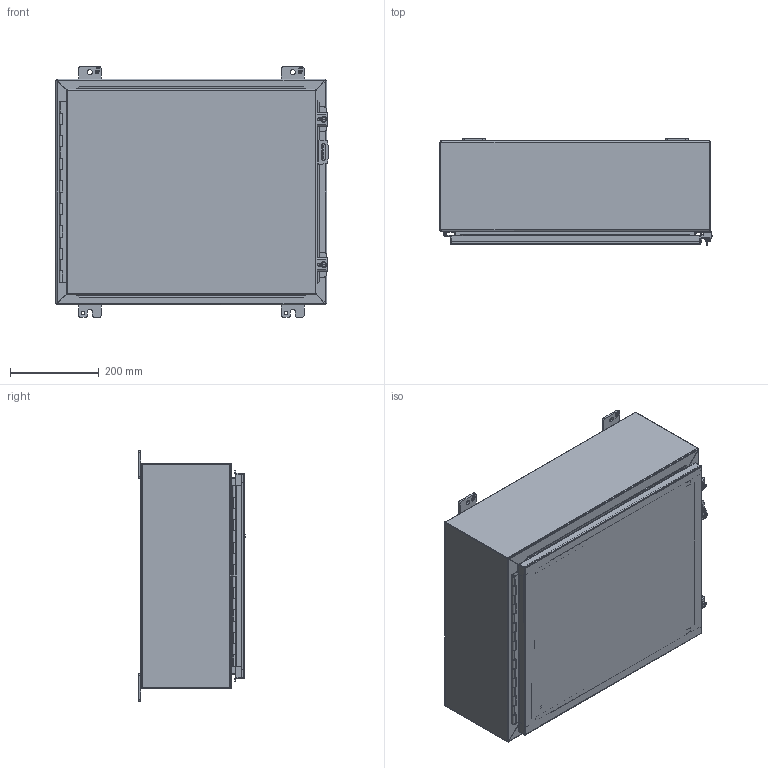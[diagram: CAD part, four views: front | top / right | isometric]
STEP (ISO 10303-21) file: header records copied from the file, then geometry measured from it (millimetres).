
FILE_DESCRIPTION (( 'STEP AP214' ), '1' );
FILE_NAME ('1418ER8.STEP', '2019-10-22T21:33:33', ( '' ), ( '' ), 'SwSTEP 2.0', 'SolidWorks 2019', '' );
FILE_SCHEMA (( 'AUTOMOTIVE_DESIGN' ));
Length unit declared in the file: inch
Products named in the file (1): 1418ER8
Bounding box: 612.77 x 239.7 x 565.15 mm (x, y, z)
Volume: 3092473 mm3; surface area: 3153330.7 mm2
Topology: 38 solids, 38 shells, 978 faces, 2455 edges, 1576 vertices
Faces by surface type: plane 671, cylinder 255, bspline 40, sphere 8, cone 4
Full cylindrical faces by diameter (mm): 3.175 x1, 4.318 x1, 5.41 x2, 6.198 x2, 6.35 x2, 6.731 x2, 7.137 x2, 7.805 x2, 7.937 x4, 8.382 x4, 9.525 x4, 9.906 x2, 11.113 x4, 11.303 x2, 12.7 x6, 16.51 x4, 25.4 x2
Entity records: 43318 total; most frequent: CARTESIAN_POINT 7748, ORIENTED_EDGE 4770, DIRECTION 4601, EDGE_CURVE 2385, VECTOR 1815, LINE 1815, VERTEX_POINT 1576, AXIS2_PLACEMENT_3D 1393
